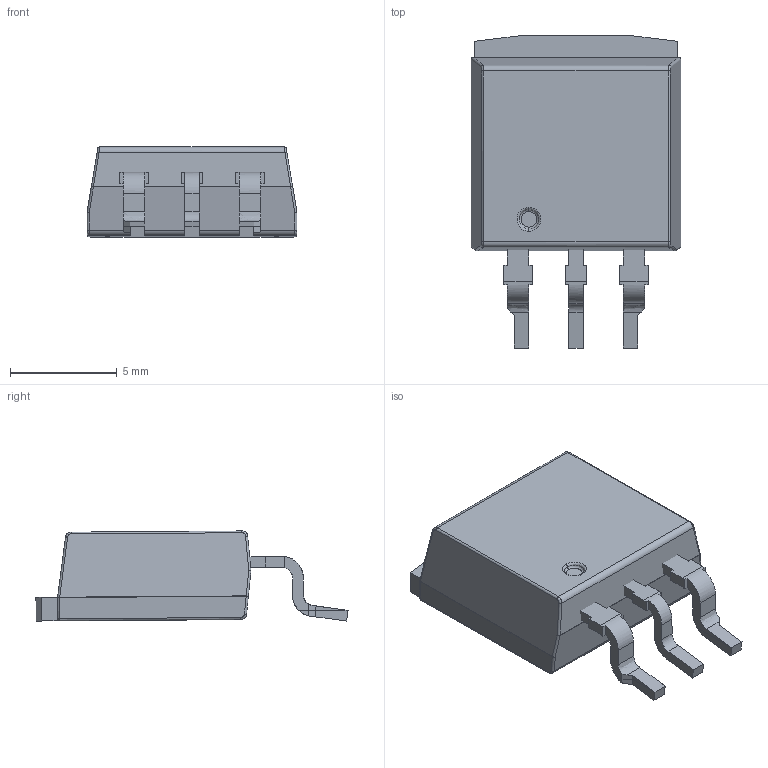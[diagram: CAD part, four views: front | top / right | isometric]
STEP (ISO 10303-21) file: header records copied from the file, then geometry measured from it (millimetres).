
FILE_DESCRIPTION(/* description */ (''),/* implementation_level */ '2;1');
FILE_NAME(/* name */ 'TO263-~2',/* time_stamp */ '2015-03-28T19:15:39+01:00',/* author */ (''),/* organization */ (''),/* preprocessor_version */ 'ST-DEVELOPER v14',/* originating_system */ '',/* authorisation */ '');
FILE_SCHEMA (('AUTOMOTIVE_DESIGN'));
Length unit declared in the file: millimetre
Products named in the file (1): Document
Bounding box: 9.82 x 14.6 x 4.22 mm (x, y, z)
Volume: 364.9 mm3; surface area: 554.6 mm2
Topology: 5 solids, 5 shells, 223 faces, 563 edges, 358 vertices
Faces by surface type: bspline 159, plane 64
Entity records: 7747 total; most frequent: CARTESIAN_POINT 4148, ORIENTED_EDGE 1126, EDGE_CURVE 563, B_SPLINE_CURVE_WITH_KNOTS 480, VERTEX_POINT 358, EDGE_LOOP 231, ADVANCED_FACE 223, FACE_OUTER_BOUND 223
